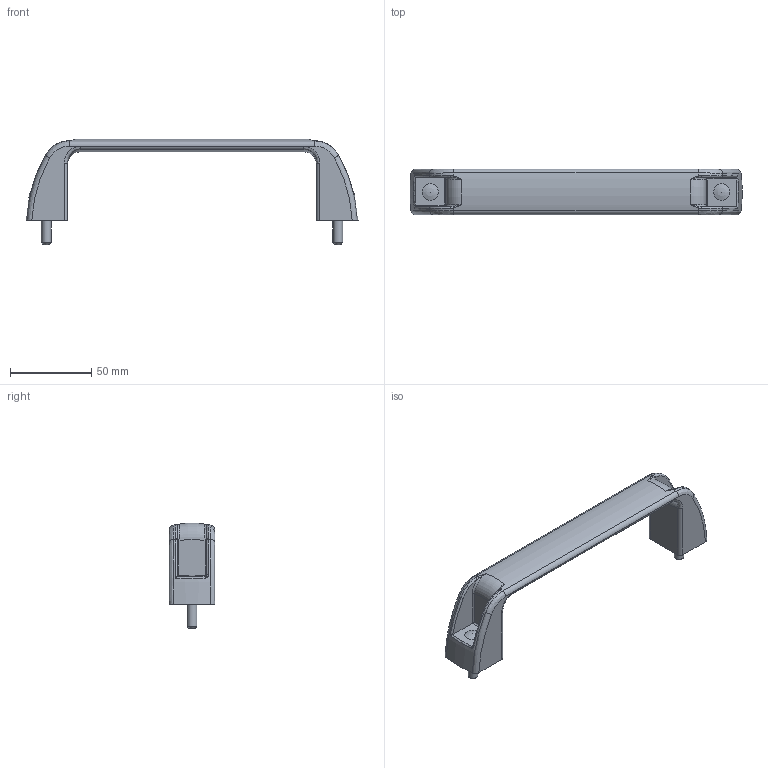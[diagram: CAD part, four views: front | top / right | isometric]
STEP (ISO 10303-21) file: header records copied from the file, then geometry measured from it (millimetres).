
FILE_DESCRIPTION( ( 'Unknown' ), '1' );
FILE_NAME( '6333760_MFP179_M06x15.stp', 'Unknown', ( 'Unknown' ), ( 'Unknown' ), 'PSStep 11.0', 'Unknown', ' ' );
FILE_SCHEMA( ( 'AUTOMOTIVE_DESIGN { 1 0 10303 214 1 1 1 1 }' ) );
Length unit declared in the file: millimetre
Products named in the file (1): 6333760
Bounding box: 203.86 x 28 x 64.92 mm (x, y, z)
Volume: 63596.3 mm3; surface area: 24277.6 mm2
Topology: 1 solids, 3 shells, 154 faces, 381 edges, 233 vertices
Faces by surface type: plane 56, bspline 40, cylinder 38, torus 12, sphere 4, cone 4
Full cylindrical faces by diameter (mm): 6 x4
Entity records: 11451 total; most frequent: CARTESIAN_POINT 6928, ORIENTED_EDGE 704, DIRECTION 622, EDGE_CURVE 352, AXIS2_PLACEMENT_3D 239, VERTEX_POINT 226, EDGE_LOOP 180, FACE_OUTER_BOUND 164
